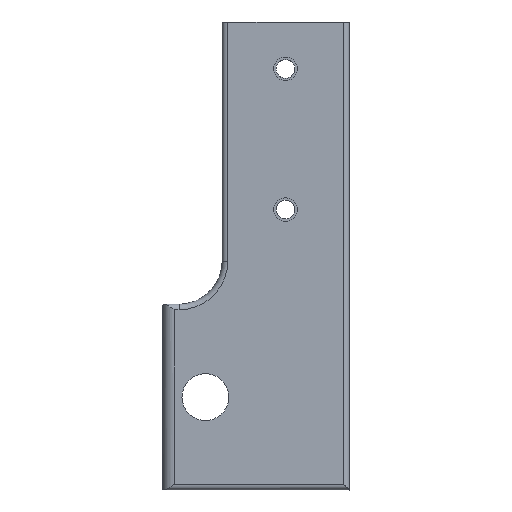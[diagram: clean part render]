
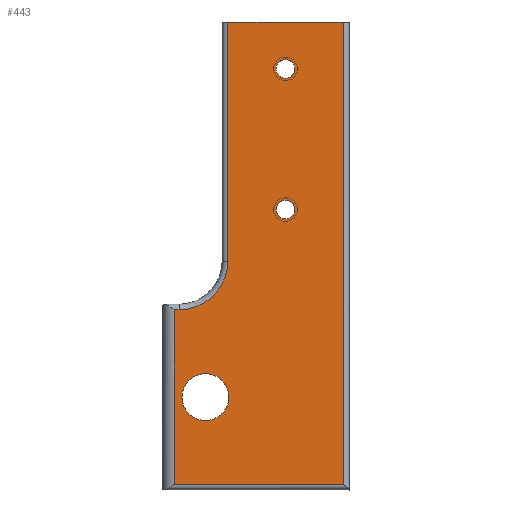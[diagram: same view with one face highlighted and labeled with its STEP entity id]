
A CAD part, left-side view. The second image highlights one B-rep face of the part: STEP entity #443.
In plain terms, the highlighted planar face has unit normal (-1, 0, 0).
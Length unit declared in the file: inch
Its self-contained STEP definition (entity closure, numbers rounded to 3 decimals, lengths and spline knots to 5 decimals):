
#58=FACE_BOUND('',#91,.T.);
#59=FACE_BOUND('',#92,.T.);
#60=FACE_BOUND('',#93,.T.);
#67=FACE_OUTER_BOUND('',#90,.T.);
#90=EDGE_LOOP('',(#313,#314,#315,#316,#317,#318,#319));
#91=EDGE_LOOP('',(#320));
#92=EDGE_LOOP('',(#321));
#93=EDGE_LOOP('',(#322));
#122=CIRCLE('',#475,0.51923);
#123=CIRCLE('',#476,0.25);
#124=CIRCLE('',#477,0.1005);
#125=CIRCLE('',#478,0.1005);
#149=LINE('',#658,#171);
#150=LINE('',#660,#172);
#151=LINE('',#662,#173);
#152=LINE('',#664,#174);
#153=LINE('',#666,#175);
#154=LINE('',#669,#176);
#171=VECTOR('',#530,1.8615);
#172=VECTOR('',#531,1.80573);
#173=VECTOR('',#532,4.93073);
#174=VECTOR('',#533,1.2365);
#175=VECTOR('',#534,2.55);
#176=VECTOR('',#537,0.05);
#193=VERTEX_POINT('',#656);
#194=VERTEX_POINT('',#657);
#195=VERTEX_POINT('',#659);
#196=VERTEX_POINT('',#661);
#197=VERTEX_POINT('',#663);
#198=VERTEX_POINT('',#665);
#199=VERTEX_POINT('',#667);
#200=VERTEX_POINT('',#670);
#201=VERTEX_POINT('',#672);
#202=VERTEX_POINT('',#674);
#244=EDGE_CURVE('',#193,#194,#149,.T.);
#245=EDGE_CURVE('',#194,#195,#150,.T.);
#246=EDGE_CURVE('',#195,#196,#151,.T.);
#247=EDGE_CURVE('',#196,#197,#152,.T.);
#248=EDGE_CURVE('',#197,#198,#153,.T.);
#249=EDGE_CURVE('',#199,#198,#122,.T.);
#250=EDGE_CURVE('',#199,#193,#154,.T.);
#251=EDGE_CURVE('',#200,#200,#123,.T.);
#252=EDGE_CURVE('',#201,#201,#124,.T.);
#253=EDGE_CURVE('',#202,#202,#125,.T.);
#313=ORIENTED_EDGE('',*,*,#244,.T.);
#314=ORIENTED_EDGE('',*,*,#245,.T.);
#315=ORIENTED_EDGE('',*,*,#246,.T.);
#316=ORIENTED_EDGE('',*,*,#247,.T.);
#317=ORIENTED_EDGE('',*,*,#248,.T.);
#318=ORIENTED_EDGE('',*,*,#249,.F.);
#319=ORIENTED_EDGE('',*,*,#250,.T.);
#320=ORIENTED_EDGE('',*,*,#251,.F.);
#321=ORIENTED_EDGE('',*,*,#252,.F.);
#322=ORIENTED_EDGE('',*,*,#253,.F.);
#437=PLANE('',#474);
#443=ADVANCED_FACE('',(#67,#58,#59,#60),#437,.F.);
#474=AXIS2_PLACEMENT_3D('',#655,#528,#529);
#475=AXIS2_PLACEMENT_3D('',#668,#535,#536);
#476=AXIS2_PLACEMENT_3D('',#671,#538,#539);
#477=AXIS2_PLACEMENT_3D('',#673,#540,#541);
#478=AXIS2_PLACEMENT_3D('',#675,#542,#543);
#528=DIRECTION('center_axis',(1.,0.,0.));
#529=DIRECTION('ref_axis',(0.,0.,-1.));
#530=DIRECTION('',(0.,0.,-1.));
#531=DIRECTION('',(0.,-1.,0.));
#532=DIRECTION('',(0.,0.,1.));
#533=DIRECTION('',(0.,1.,0.));
#534=DIRECTION('',(0.,0.,-1.));
#535=DIRECTION('center_axis',(-1.,0.,0.));
#536=DIRECTION('ref_axis',(0.,0.,-1.));
#537=DIRECTION('',(0.,1.,0.));
#538=DIRECTION('center_axis',(-1.,0.,0.));
#539=DIRECTION('ref_axis',(0.,0.,1.));
#540=DIRECTION('center_axis',(-1.,0.,0.));
#541=DIRECTION('ref_axis',(0.,1.,0.));
#542=DIRECTION('center_axis',(-1.,0.,0.));
#543=DIRECTION('ref_axis',(0.,1.,0.));
#655=CARTESIAN_POINT('Origin',(0.,0.,0.));
#656=CARTESIAN_POINT('',(0.,1.875,-3.06923));
#657=CARTESIAN_POINT('',(0.,1.875,-4.93073));
#658=CARTESIAN_POINT('',(0.,1.875,-3.06923));
#659=CARTESIAN_POINT('',(0.,0.06927,-4.93073));
#660=CARTESIAN_POINT('',(0.,1.875,-4.93073));
#661=CARTESIAN_POINT('',(0.,0.06927,0.));
#662=CARTESIAN_POINT('',(0.,0.06927,-4.93073));
#663=CARTESIAN_POINT('',(0.,1.30577,0.));
#664=CARTESIAN_POINT('',(0.,0.06927,0.));
#665=CARTESIAN_POINT('',(0.,1.30577,-2.55));
#666=CARTESIAN_POINT('',(0.,1.30577,0.));
#667=CARTESIAN_POINT('',(0.,1.825,-3.06923));
#668=CARTESIAN_POINT('Origin',(0.,1.825,-2.55));
#669=CARTESIAN_POINT('',(0.,1.825,-3.06923));
#670=CARTESIAN_POINT('',(0.,1.544,-3.75));
#671=CARTESIAN_POINT('Origin',(0.,1.544,-4.));
#672=CARTESIAN_POINT('',(0.,0.7905,-0.5));
#673=CARTESIAN_POINT('Origin',(0.,0.69,-0.5));
#674=CARTESIAN_POINT('',(0.,0.7905,-2.));
#675=CARTESIAN_POINT('Origin',(0.,0.69,-2.));
